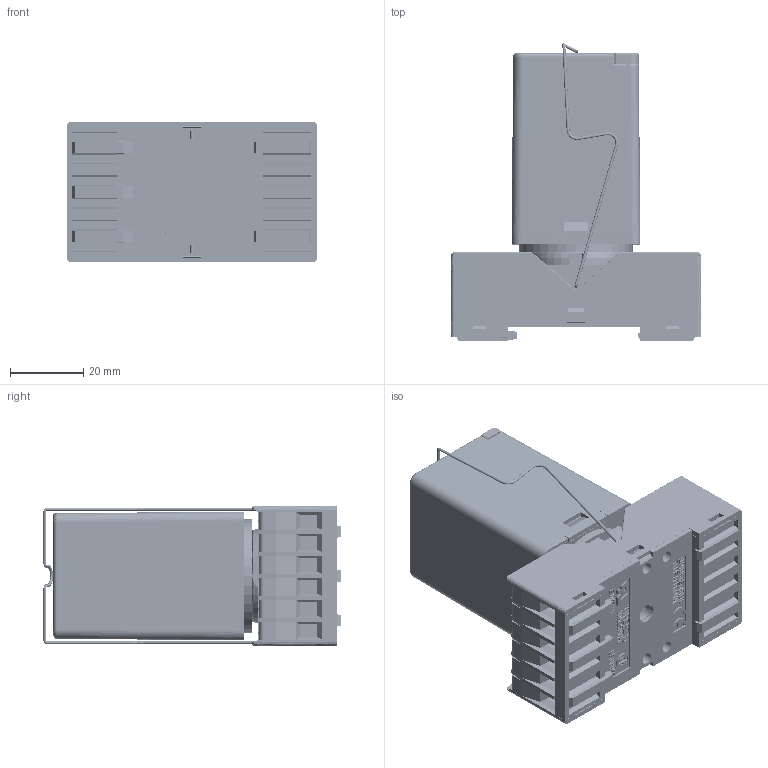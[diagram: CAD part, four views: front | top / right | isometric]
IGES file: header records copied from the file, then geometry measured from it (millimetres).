
Start section: SolidWorks IGES file using analytic representation for surfaces
Global section: file name: PIR15T - kolejowy.IGS; native system: SolidWorks 2017; preprocessor: SolidWorks 2017; author: pikusl; date: 170714.103507; units: millimetre
Bounding box: 68.2 x 80.86 x 38 mm (x, y, z)
Surface area: 47943.7 mm2 (no closed solid volume)
Topology: 0 solids, 0 shells, 4596 faces, 40129 edges, 40066 vertices
Faces by surface type: bspline 3678, revolution 918
